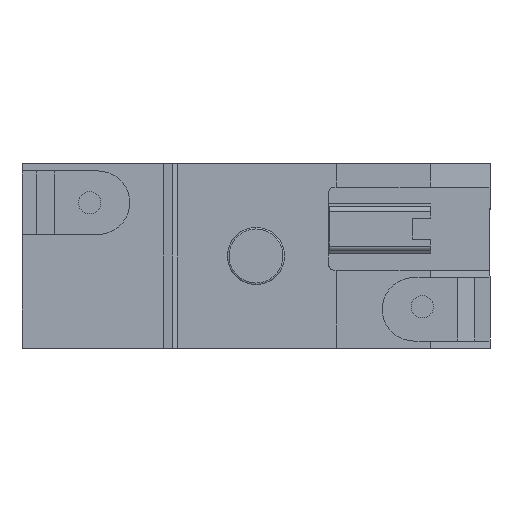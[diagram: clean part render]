
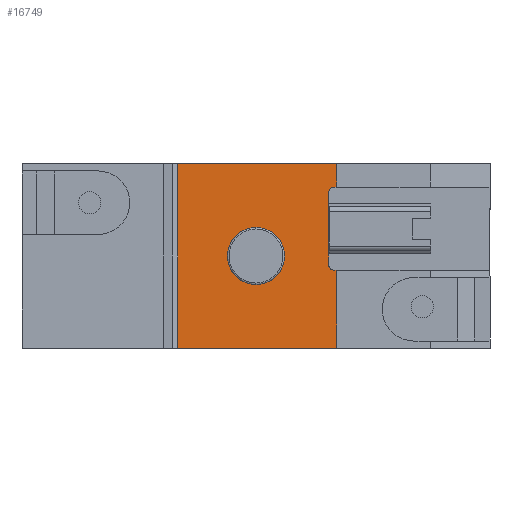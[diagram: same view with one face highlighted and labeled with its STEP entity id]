
A CAD part, front view. The second image highlights one B-rep face of the part: STEP entity #16749.
In plain terms, the highlighted planar face has unit normal (0, -1, 0).
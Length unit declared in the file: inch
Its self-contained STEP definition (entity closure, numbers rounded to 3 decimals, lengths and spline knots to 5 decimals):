
#158 = VERTEX_POINT ( 'NONE', #10790 ) ;
#585 = EDGE_CURVE ( 'NONE', #20207, #8264, #18108, .T. ) ;
#690 = DIRECTION ( 'NONE',  ( 0., 0., -1. ) ) ;
#1037 = ORIENTED_EDGE ( 'NONE', *, *, #8768, .F. ) ;
#1092 = DIRECTION ( 'NONE',  ( 1., 0., 0. ) ) ;
#1549 = CARTESIAN_POINT ( 'NONE',  ( -1.45212, -0.4436, -0.59436 ) ) ;
#1712 = CARTESIAN_POINT ( 'NONE',  ( -0.268, -0.4436, 0.62611 ) ) ;
#1819 = DIRECTION ( 'NONE',  ( 0., 0., 1. ) ) ;
#1849 = DIRECTION ( 'NONE',  ( 0., 0., 1. ) ) ;
#2133 = CARTESIAN_POINT ( 'NONE',  ( -1.45212, -0.4436, 0.80328 ) ) ;
#3812 = CARTESIAN_POINT ( 'NONE',  ( -0.07115, -0.4436, -0.00381 ) ) ;
#3879 = VECTOR ( 'NONE', #8813, 39.37008 ) ;
#4245 = DIRECTION ( 'NONE',  ( 0., -1., 0. ) ) ;
#4263 = DIRECTION ( 'NONE',  ( 0., 0., -1. ) ) ;
#4518 = AXIS2_PLACEMENT_3D ( 'NONE', #19074, #7698, #11599 ) ;
#4615 = FACE_OUTER_BOUND ( 'NONE', #8749, .T. ) ;
#4747 = LINE ( 'NONE', #10243, #16351 ) ;
#4984 = CARTESIAN_POINT ( 'NONE',  ( -0.07115, -0.4436, 0.80328 ) ) ;
#5102 = DIRECTION ( 'NONE',  ( 0., 0., 1. ) ) ;
#5474 = LINE ( 'NONE', #22216, #11186 ) ;
#6177 = CARTESIAN_POINT ( 'NONE',  ( -0.85855, -0.4436, 0.10446 ) ) ;
#6489 = CARTESIAN_POINT ( 'NONE',  ( -0.85664, -0.4436, 0.80328 ) ) ;
#6544 = CARTESIAN_POINT ( 'NONE',  ( -0.07115, -0.4436, 0.80328 ) ) ;
#6565 = DIRECTION ( 'NONE',  ( 1., 0., 0. ) ) ;
#6903 = LINE ( 'NONE', #14464, #14470 ) ;
#6989 = LINE ( 'NONE', #14783, #8661 ) ;
#7241 = ORIENTED_EDGE ( 'NONE', *, *, #11657, .T. ) ;
#7250 = EDGE_CURVE ( 'NONE', #19835, #23050, #6903, .T. ) ;
#7694 = CARTESIAN_POINT ( 'NONE',  ( -0.07115, -0.4436, -0.59436 ) ) ;
#7698 = DIRECTION ( 'NONE',  ( 0., 1., 0. ) ) ;
#7711 = VERTEX_POINT ( 'NONE', #1712 ) ;
#7791 = VECTOR ( 'NONE', #5102, 39.37008 ) ;
#8101 = ORIENTED_EDGE ( 'NONE', *, *, #17822, .T. ) ;
#8264 = VERTEX_POINT ( 'NONE', #17554 ) ;
#8516 = CIRCLE ( 'NONE', #16335, 0.21654 ) ;
#8558 = CARTESIAN_POINT ( 'NONE',  ( -0.268, -0.4436, 0.03556 ) ) ;
#8634 = LINE ( 'NONE', #4984, #7791 ) ;
#8661 = VECTOR ( 'NONE', #1849, 39.37008 ) ;
#8749 = EDGE_LOOP ( 'NONE', ( #8101, #19985, #10604, #22637, #7241, #1037, #12260, #9192, #15556, #18256 ) ) ;
#8768 = EDGE_CURVE ( 'NONE', #19835, #14531, #17020, .T. ) ;
#8813 = DIRECTION ( 'NONE',  ( -1., 0., 0. ) ) ;
#9192 = ORIENTED_EDGE ( 'NONE', *, *, #21787, .T. ) ;
#9355 = EDGE_CURVE ( 'NONE', #18839, #19132, #8634, .T. ) ;
#9986 = PLANE ( 'NONE',  #10029 ) ;
#10029 = AXIS2_PLACEMENT_3D ( 'NONE', #13519, #4245, #6565 ) ;
#10243 = CARTESIAN_POINT ( 'NONE',  ( -0.76164, -0.4436, 0.62611 ) ) ;
#10604 = ORIENTED_EDGE ( 'NONE', *, *, #13164, .T. ) ;
#10706 = CARTESIAN_POINT ( 'NONE',  ( -0.85855, -0.4436, 0.32099 ) ) ;
#10790 = CARTESIAN_POINT ( 'NONE',  ( -0.30737, -0.4436, 0.03556 ) ) ;
#10803 = VECTOR ( 'NONE', #19452, 39.37008 ) ;
#11186 = VECTOR ( 'NONE', #1819, 39.37008 ) ;
#11577 = CARTESIAN_POINT ( 'NONE',  ( -0.85855, -0.4436, 0.10446 ) ) ;
#11599 = DIRECTION ( 'NONE',  ( 0., 0., -1. ) ) ;
#11657 = EDGE_CURVE ( 'NONE', #19132, #14531, #17499, .T. ) ;
#11711 = EDGE_CURVE ( 'NONE', #8264, #158, #23670, .T. ) ;
#11846 = CARTESIAN_POINT ( 'NONE',  ( -0.07115, -0.4436, 0.62611 ) ) ;
#12260 = ORIENTED_EDGE ( 'NONE', *, *, #7250, .T. ) ;
#12458 = VERTEX_POINT ( 'NONE', #13322 ) ;
#13009 = EDGE_CURVE ( 'NONE', #21377, #13901, #8516, .T. ) ;
#13120 = AXIS2_PLACEMENT_3D ( 'NONE', #8558, #15540, #16014 ) ;
#13164 = EDGE_CURVE ( 'NONE', #7711, #18839, #4747, .T. ) ;
#13322 = CARTESIAN_POINT ( 'NONE',  ( -0.30737, -0.4436, 0.58674 ) ) ;
#13519 = CARTESIAN_POINT ( 'NONE',  ( -0.76164, -0.4436, 0.80328 ) ) ;
#13625 = DIRECTION ( 'NONE',  ( 0., 1., 0. ) ) ;
#13740 = EDGE_LOOP ( 'NONE', ( #21319, #22315 ) ) ;
#13901 = VERTEX_POINT ( 'NONE', #16256 ) ;
#14464 = CARTESIAN_POINT ( 'NONE',  ( -0.76164, -0.4436, -0.59436 ) ) ;
#14470 = VECTOR ( 'NONE', #16425, 39.37008 ) ;
#14531 = VERTEX_POINT ( 'NONE', #16936 ) ;
#14584 = VECTOR ( 'NONE', #22393, 39.37008 ) ;
#14783 = CARTESIAN_POINT ( 'NONE',  ( -0.07115, -0.4436, 0.80328 ) ) ;
#15033 = CIRCLE ( 'NONE', #4518, 0.03937 ) ;
#15540 = DIRECTION ( 'NONE',  ( 0., 1., 0. ) ) ;
#15556 = ORIENTED_EDGE ( 'NONE', *, *, #585, .T. ) ;
#16014 = DIRECTION ( 'NONE',  ( 0., 0., -1. ) ) ;
#16256 = CARTESIAN_POINT ( 'NONE',  ( -0.85855, -0.4436, -0.11208 ) ) ;
#16335 = AXIS2_PLACEMENT_3D ( 'NONE', #11577, #23076, #4263 ) ;
#16351 = VECTOR ( 'NONE', #1092, 39.37008 ) ;
#16425 = DIRECTION ( 'NONE',  ( 1., 0., 0. ) ) ;
#16749 = ADVANCED_FACE ( 'NONE', ( #17319, #4615 ), #9986, .T. ) ;
#16894 = CIRCLE ( 'NONE', #23910, 0.21654 ) ;
#16936 = CARTESIAN_POINT ( 'NONE',  ( -1.45212, -0.4436, 0.80328 ) ) ;
#17020 = LINE ( 'NONE', #2133, #14584 ) ;
#17319 = FACE_BOUND ( 'NONE', #13740, .T. ) ;
#17499 = LINE ( 'NONE', #6489, #10803 ) ;
#17554 = CARTESIAN_POINT ( 'NONE',  ( -0.268, -0.4436, -0.00381 ) ) ;
#17822 = EDGE_CURVE ( 'NONE', #158, #12458, #5474, .T. ) ;
#18108 = LINE ( 'NONE', #23477, #3879 ) ;
#18256 = ORIENTED_EDGE ( 'NONE', *, *, #11711, .T. ) ;
#18839 = VERTEX_POINT ( 'NONE', #11846 ) ;
#19074 = CARTESIAN_POINT ( 'NONE',  ( -0.268, -0.4436, 0.58674 ) ) ;
#19132 = VERTEX_POINT ( 'NONE', #6544 ) ;
#19452 = DIRECTION ( 'NONE',  ( -1., 0., 0. ) ) ;
#19835 = VERTEX_POINT ( 'NONE', #1549 ) ;
#19985 = ORIENTED_EDGE ( 'NONE', *, *, #24141, .T. ) ;
#20207 = VERTEX_POINT ( 'NONE', #3812 ) ;
#21319 = ORIENTED_EDGE ( 'NONE', *, *, #22769, .T. ) ;
#21377 = VERTEX_POINT ( 'NONE', #10706 ) ;
#21787 = EDGE_CURVE ( 'NONE', #23050, #20207, #6989, .T. ) ;
#22216 = CARTESIAN_POINT ( 'NONE',  ( -0.30737, -0.4436, 0.80328 ) ) ;
#22315 = ORIENTED_EDGE ( 'NONE', *, *, #13009, .T. ) ;
#22393 = DIRECTION ( 'NONE',  ( 0., 0., 1. ) ) ;
#22637 = ORIENTED_EDGE ( 'NONE', *, *, #9355, .T. ) ;
#22769 = EDGE_CURVE ( 'NONE', #13901, #21377, #16894, .T. ) ;
#23050 = VERTEX_POINT ( 'NONE', #7694 ) ;
#23076 = DIRECTION ( 'NONE',  ( 0., 1., 0. ) ) ;
#23477 = CARTESIAN_POINT ( 'NONE',  ( -0.76164, -0.4436, -0.00381 ) ) ;
#23670 = CIRCLE ( 'NONE', #13120, 0.03937 ) ;
#23910 = AXIS2_PLACEMENT_3D ( 'NONE', #6177, #13625, #690 ) ;
#24141 = EDGE_CURVE ( 'NONE', #12458, #7711, #15033, .T. ) ;
